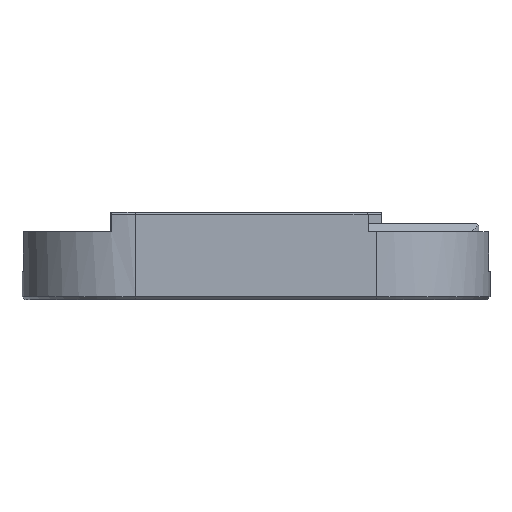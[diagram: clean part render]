
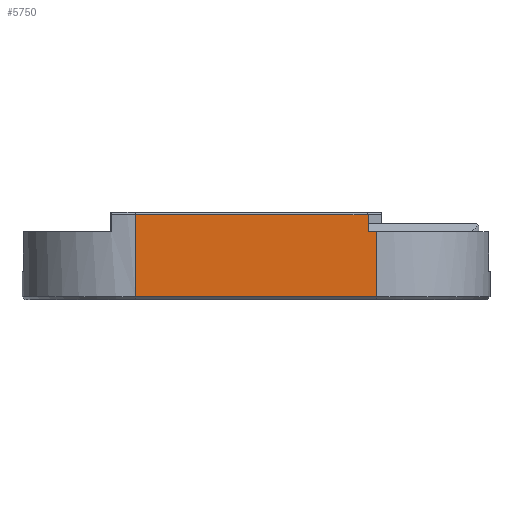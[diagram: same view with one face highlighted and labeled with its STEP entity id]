
A CAD part, front view. The second image highlights one B-rep face of the part: STEP entity #5750.
In plain terms, the highlighted planar face has unit normal (0, -1, 0).
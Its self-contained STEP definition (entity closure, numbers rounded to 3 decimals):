
#252=PLANE('',#6189);
#531=FACE_OUTER_BOUND('',#856,.T.);
#856=EDGE_LOOP('',(#4792,#4793,#4794,#4795,#4796,#4797));
#1242=LINE('',#8477,#1903);
#1258=LINE('',#8527,#1919);
#1384=LINE('',#9329,#2045);
#1389=LINE('',#9338,#2050);
#1445=LINE('',#9482,#2106);
#1446=LINE('',#9485,#2107);
#1903=VECTOR('',#6746,10.);
#1919=VECTOR('',#6782,20.);
#2045=VECTOR('',#7158,10.);
#2050=VECTOR('',#7165,10.);
#2106=VECTOR('',#7303,10.);
#2107=VECTOR('',#7308,10.);
#2711=VERTEX_POINT('',#8452);
#2714=VERTEX_POINT('',#8473);
#2727=VERTEX_POINT('',#8525);
#2855=VERTEX_POINT('',#9328);
#2858=VERTEX_POINT('',#9336);
#2905=VERTEX_POINT('',#9481);
#3292=EDGE_CURVE('',#2711,#2714,#1242,.T.);
#3312=EDGE_CURVE('',#2727,#2711,#1258,.T.);
#3524=EDGE_CURVE('',#2855,#2714,#1384,.T.);
#3529=EDGE_CURVE('',#2858,#2727,#1389,.T.);
#3601=EDGE_CURVE('',#2855,#2905,#1445,.T.);
#3603=EDGE_CURVE('',#2905,#2858,#1446,.T.);
#4792=ORIENTED_EDGE('',*,*,#3292,.F.);
#4793=ORIENTED_EDGE('',*,*,#3312,.F.);
#4794=ORIENTED_EDGE('',*,*,#3529,.F.);
#4795=ORIENTED_EDGE('',*,*,#3603,.F.);
#4796=ORIENTED_EDGE('',*,*,#3601,.F.);
#4797=ORIENTED_EDGE('',*,*,#3524,.T.);
#5750=ADVANCED_FACE('',(#531),#252,.T.);
#6189=AXIS2_PLACEMENT_3D('',#9484,#7306,#7307);
#6746=DIRECTION('',(1.,0.,0.));
#6782=DIRECTION('',(0.,0.,1.));
#7158=DIRECTION('',(0.,0.,1.));
#7165=DIRECTION('',(-1.,0.,0.));
#7303=DIRECTION('',(1.,0.,0.));
#7306=DIRECTION('center_axis',(0.,-1.,0.));
#7307=DIRECTION('ref_axis',(1.,0.,0.));
#7308=DIRECTION('',(0.,0.,-1.));
#8452=CARTESIAN_POINT('',(79.5,-39.199,-85.4));
#8473=CARTESIAN_POINT('',(120.5,-39.199,-85.4));
#8477=CARTESIAN_POINT('',(77.95,-39.199,-85.4));
#8525=CARTESIAN_POINT('',(79.5,-39.199,-99.9));
#8527=CARTESIAN_POINT('',(79.5,-39.199,-104.4));
#9328=CARTESIAN_POINT('',(120.5,-39.199,-88.4));
#9329=CARTESIAN_POINT('',(120.5,-39.199,-95.4));
#9336=CARTESIAN_POINT('',(122.,-39.199,-99.9));
#9338=CARTESIAN_POINT('',(78.25,-39.199,-99.9));
#9481=CARTESIAN_POINT('',(122.,-39.199,-88.4));
#9482=CARTESIAN_POINT('',(98.091,-39.199,-88.4));
#9484=CARTESIAN_POINT('Origin',(57.,-39.199,-104.4));
#9485=CARTESIAN_POINT('',(122.,-39.199,-104.4));
